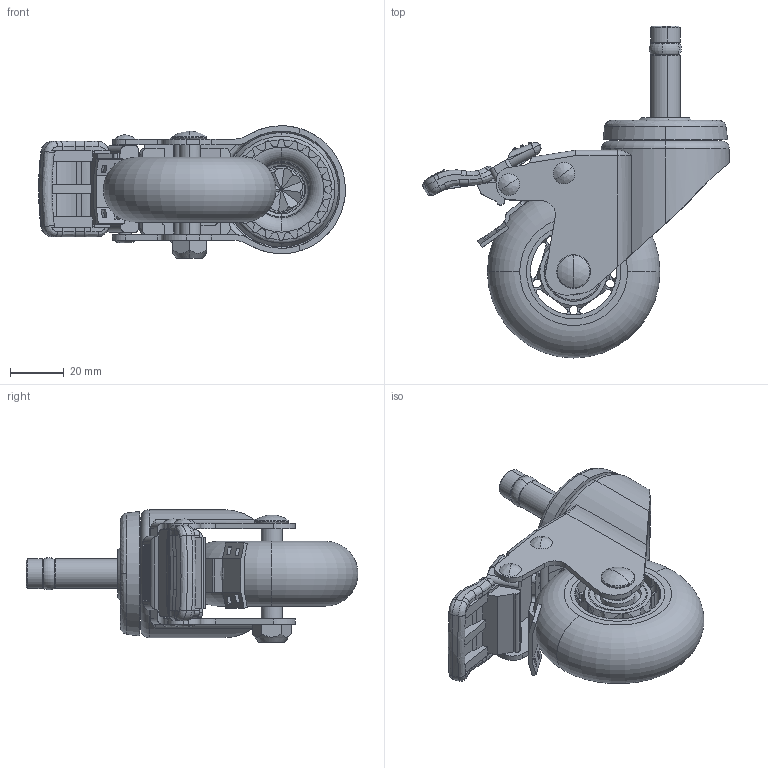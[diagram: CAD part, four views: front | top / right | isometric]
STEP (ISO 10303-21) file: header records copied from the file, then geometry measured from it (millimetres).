
FILE_DESCRIPTION (( 'STEP AP214' ), '1' );
FILE_NAME ('ACSU-64SGRB.STEP', '2017-03-07T03:03:21', ( '' ), ( '' ), 'SwSTEP 2.0', 'SolidWorks 2016', '' );
FILE_SCHEMA (( 'AUTOMOTIVE_DESIGN' ));
Length unit declared in the file: millimetre
Products named in the file (19): 64SSB-BRAKE; 64SSB-BRAKE PLATE-01; 64SSB-BOTTOM RING; 64SSB_PIN; 64SSB SIDE; 64SSB_FRAME_WASHER; 64SSB_FRAME_RING(B); 64SSB-FRAME_TOP RING; ACSU-76 SGR SHAFT; ACSU-64SGRB; ACSU-76 SGR RING; ACSU-64 WHEEL ASSY; ACSU-64RF PIN NUT; ACSU-64RF WHEEL PIN; KS B 2023 S60 - 608-S-C_KS B 2023 S60 - 608-S-C; ACSU-64 URETHANE; ACSU-64 CORE; 64_64_BRAKE PLATE-03; 64SSB-BRAKE PLATE-02
Assembly tree (20 placements, depth 3):
  ACSU-64SGRB
    64SSB-FRAME_TOP RING
    64SSB_FRAME_RING(B)
    64SSB_FRAME_WASHER
    64SSB SIDE
    64SSB_PIN  x2
    64SSB-BOTTOM RING
    64SSB-BRAKE PLATE-01
    64SSB-BRAKE
    64SSB-BRAKE PLATE-02
    64_64_BRAKE PLATE-03
    ACSU-64 WHEEL ASSY
      ACSU-64 CORE
      ACSU-64 URETHANE
      KS B 2023 S60 - 608-S-C_KS B 2023 S60 - 608-S-C  x2
      ACSU-64RF WHEEL PIN
      ACSU-64RF PIN NUT
    ACSU-76 SGR RING
    ACSU-76 SGR SHAFT
Bounding box: 113.75 x 123.11 x 49.2 mm (x, y, z)
Volume: 109122.7 mm3; surface area: 73195.6 mm2
Topology: 19 solids, 19 shells, 1069 faces, 2910 edges, 1859 vertices
Faces by surface type: cylinder 418, plane 403, cone 85, bspline 81, torus 68, sphere 14
Entity records: 38765 total; most frequent: CARTESIAN_POINT 12157, ORIENTED_EDGE 5616, DIRECTION 5323, EDGE_CURVE 2808, AXIS2_PLACEMENT_3D 2035, VERTEX_POINT 1805, LINE 1253, VECTOR 1253
